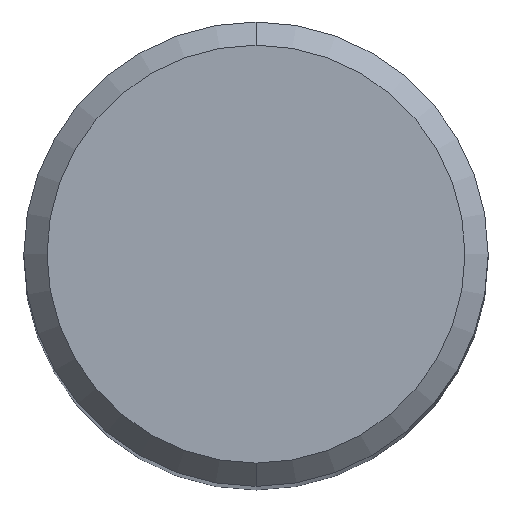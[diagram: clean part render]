
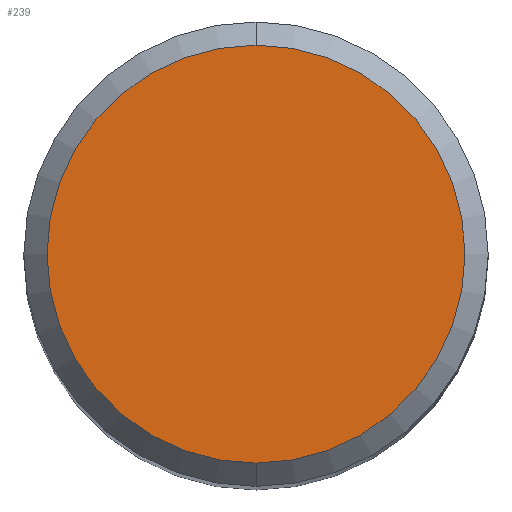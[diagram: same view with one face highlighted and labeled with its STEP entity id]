
A CAD part, top view. The second image highlights one B-rep face of the part: STEP entity #239.
In plain terms, the highlighted planar face has unit normal (0, 0, 1).
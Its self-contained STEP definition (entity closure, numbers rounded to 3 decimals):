
#207=VERTEX_POINT('',#518);
#239=ADVANCED_FACE('',(#555),#556,.T.);
#317=EDGE_CURVE('',#207,#419,#638,.T.);
#377=EDGE_CURVE('',#419,#207,#704,.T.);
#419=VERTEX_POINT('',#750);
#518=CARTESIAN_POINT('',(0.0,3.6,0.0));
#555=FACE_OUTER_BOUND('',#938,.T.);
#556=PLANE('',#939);
#638=CIRCLE('',#1144,3.6);
#704=CIRCLE('',#1268,3.6);
#750=CARTESIAN_POINT('',(0.,-3.6,0.0));
#938=EDGE_LOOP('',(#1568,#1569));
#939=AXIS2_PLACEMENT_3D('',#1570,#1571,#1572);
#1144=AXIS2_PLACEMENT_3D('',#1633,#1634,#1635);
#1268=AXIS2_PLACEMENT_3D('',#1704,#1705,#1706);
#1568=ORIENTED_EDGE('',*,*,#317,.F.);
#1569=ORIENTED_EDGE('',*,*,#377,.F.);
#1570=CARTESIAN_POINT('',(0.0,1.8,0.0));
#1571=DIRECTION('',(-0.0,0.0,1.0));
#1572=DIRECTION('',(0.0,-1.0,0.0));
#1633=CARTESIAN_POINT('',(0.0,0.0,0.0));
#1634=DIRECTION('',(0.0,0.0,-1.0));
#1635=DIRECTION('',(0.0,1.0,0.0));
#1704=CARTESIAN_POINT('',(0.0,0.0,0.0));
#1705=DIRECTION('',(0.0,0.0,-1.0));
#1706=DIRECTION('',(0.0,1.0,0.0));
